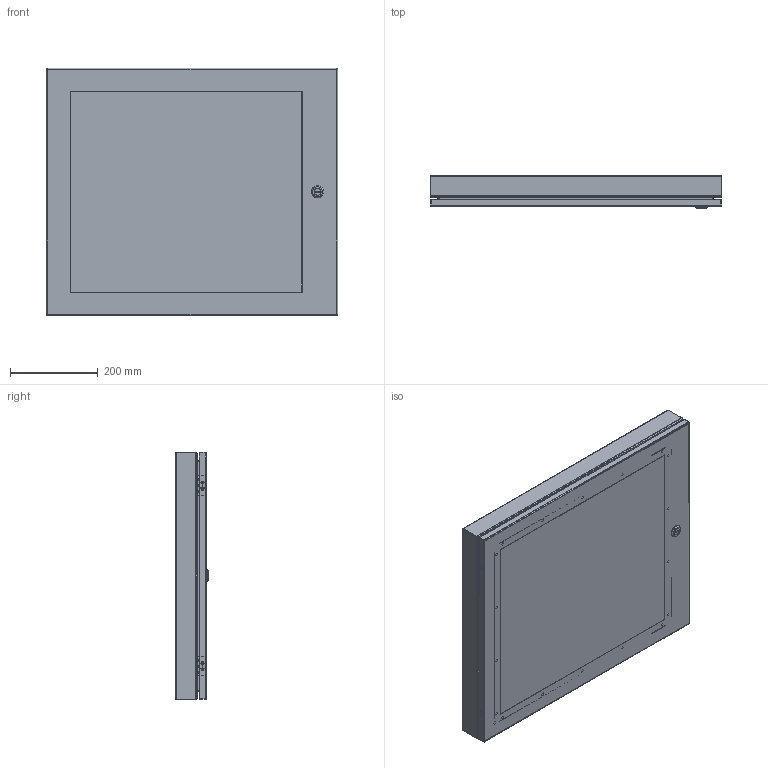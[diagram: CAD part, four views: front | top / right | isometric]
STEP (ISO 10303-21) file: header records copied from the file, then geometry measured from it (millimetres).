
FILE_DESCRIPTION (( 'STEP AP203' ), '1' );
FILE_NAME ('1481WDH2430_Default.step', '2019-11-12T17:26:26', ( '' ), ( '' ), 'SwSTEP 2.0', 'SolidWorks 2019', '' );
FILE_SCHEMA (( 'CONFIG_CONTROL_DESIGN' ));
Length unit declared in the file: inch
Products named in the file (1): 1481WDH2430_Default
Bounding box: 663.96 x 73.91 x 563.63 mm (x, y, z)
Volume: 2489318.2 mm3; surface area: 1556218.4 mm2
Topology: 57 solids, 57 shells, 1292 faces, 2787 edges, 1646 vertices
Faces by surface type: plane 683, cylinder 375, cone 130, bspline 92, torus 12
Entity records: 39571 total; most frequent: CARTESIAN_POINT 11836, DIRECTION 5730, ORIENTED_EDGE 5570, EDGE_CURVE 2785, AXIS2_PLACEMENT_3D 2124, VERTEX_POINT 1646, LINE 1482, VECTOR 1482
